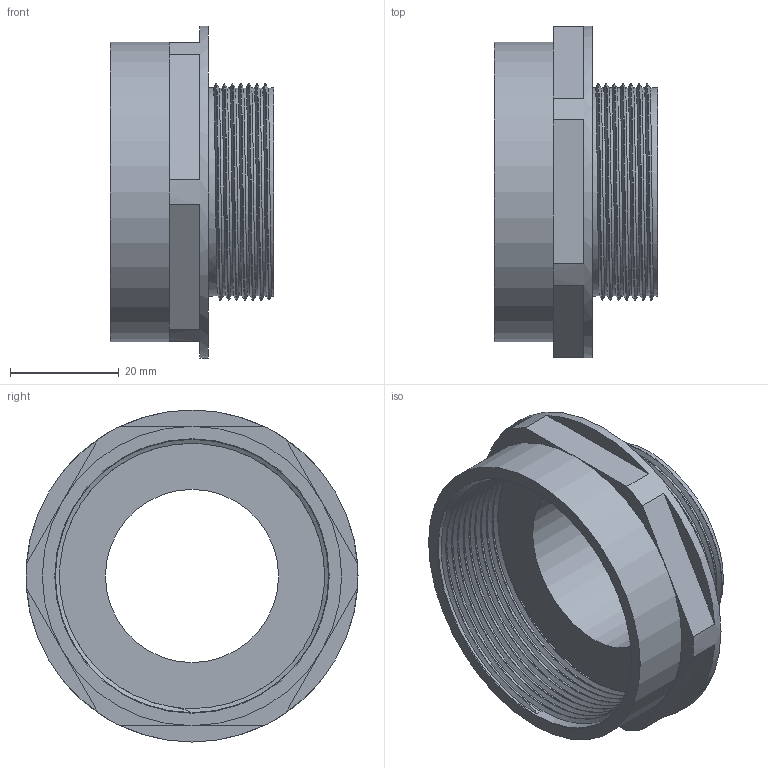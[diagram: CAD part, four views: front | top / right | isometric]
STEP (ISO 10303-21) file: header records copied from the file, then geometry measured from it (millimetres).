
FILE_DESCRIPTION(/* description */ ('Erweiterung sechskant M/M M40x1,5/M50x1,5'),/* implementation_level */ '2;1');
FILE_NAME(/* name */ '11084050-RST.stp',/* time_stamp */ '2020-05-04T07:43:52+02:00',/* author */ ('sl'),/* organization */ (''),/* preprocessor_version */ 'ST-DEVELOPER v16.5',/* originating_system */ 'Autodesk Inventor 2017',/* authorisation */ '');
FILE_SCHEMA (('AUTOMOTIVE_DESIGN { 1 0 10303 214 3 1 1 }'));
Length unit declared in the file: millimetre
Products named in the file (1): 11084050
Bounding box: 30 x 61 x 61 mm (x, y, z)
Volume: 17469.5 mm3; surface area: 14779 mm2
Topology: 1 solids, 1 shells, 56 faces, 149 edges, 97 vertices
Faces by surface type: cylinder 26, plane 25, bspline 4, torus 1
Full cylindrical faces by diameter (mm): 31.82 x1, 38.238 x7, 50.222 x10, 55 x1, 61 x1
Entity records: 4217 total; most frequent: CARTESIAN_POINT 3306, ORIENTED_EDGE 178, DIRECTION 173, EDGE_CURVE 89, AXIS2_PLACEMENT_3D 67, VERTEX_POINT 60, EDGE_LOOP 51, FACE_OUTER_BOUND 40
